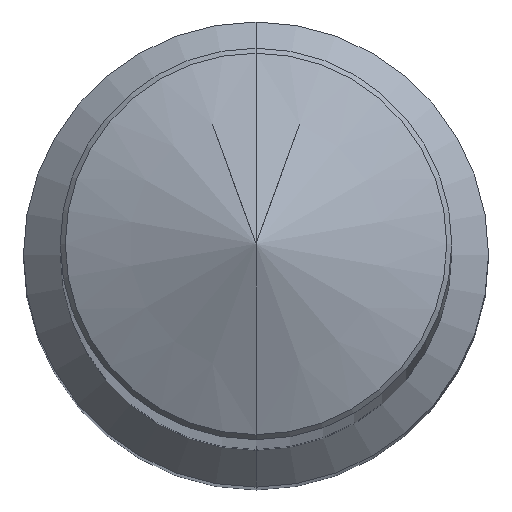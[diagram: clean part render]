
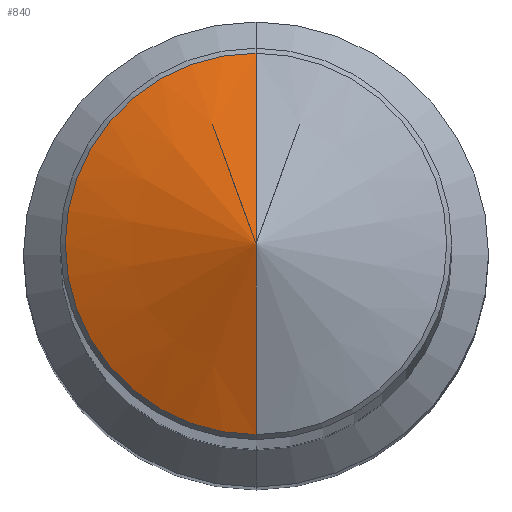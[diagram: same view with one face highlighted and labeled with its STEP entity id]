
A CAD part, top view. The second image highlights one B-rep face of the part: STEP entity #840.
In plain terms, the highlighted conical face has half-angle 67.5 degrees and reference radius 2.509 mm.
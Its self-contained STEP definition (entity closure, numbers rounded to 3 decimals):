
#723=CARTESIAN_POINT('',(0.,0.,201.962));
#724=DIRECTION('',(0.,0.,-1.));
#725=DIRECTION('',(0.,-1.,0.));
#726=AXIS2_PLACEMENT_3D('',#723,#724,#725);
#783=DIRECTION('',(0.,-0.924,-0.383));
#784=VECTOR('',#783,5.325);
#785=CARTESIAN_POINT('',(0.,0.,204.));
#786=LINE('',#785,#784);
#790=DIRECTION('',(0.,0.924,-0.383));
#791=VECTOR('',#790,5.325);
#792=CARTESIAN_POINT('',(0.,0.,204.));
#793=LINE('',#792,#791);
#821=CARTESIAN_POINT('',(0.,4.92,201.962));
#822=CARTESIAN_POINT('',(0.,-4.92,201.962));
#823=VERTEX_POINT('',#821);
#824=VERTEX_POINT('',#822);
#825=CARTESIAN_POINT('',(0.,0.,204.));
#826=VERTEX_POINT('',#825);
#827=CARTESIAN_POINT('',(0.,0.,202.961));
#828=DIRECTION('',(0.,0.,-1.));
#829=DIRECTION('',(0.,1.,0.));
#830=AXIS2_PLACEMENT_3D('',#827,#828,#829);
#831=CONICAL_SURFACE('',#830,2.509,67.5);
#833=ORIENTED_EDGE('',*,*,#832,.T.);
#835=ORIENTED_EDGE('',*,*,#834,.F.);
#837=ORIENTED_EDGE('',*,*,#836,.T.);
#838=EDGE_LOOP('',(#833,#835,#837));
#839=FACE_OUTER_BOUND('',#838,.F.);
#727=CIRCLE('',#726,4.92);
#832=EDGE_CURVE('',#824,#823,#727,.T.);
#834=EDGE_CURVE('',#826,#823,#793,.T.);
#836=EDGE_CURVE('',#826,#824,#786,.T.);
#840=ADVANCED_FACE('',(#839),#831,.T.);
